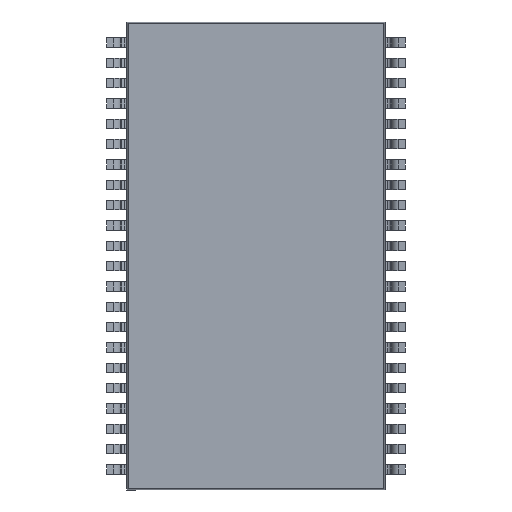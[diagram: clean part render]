
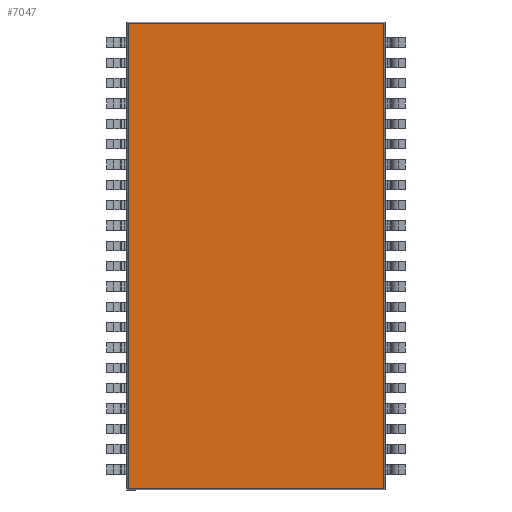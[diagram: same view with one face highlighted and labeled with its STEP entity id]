
A CAD part, front view. The second image highlights one B-rep face of the part: STEP entity #7047.
In plain terms, the highlighted planar face has unit normal (0, -1, 0).
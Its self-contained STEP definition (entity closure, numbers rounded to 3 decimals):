
#419 = VERTEX_POINT ( 'NONE', #1078 ) ;
#671 = ORIENTED_EDGE ( 'NONE', *, *, #16403, .T. ) ;
#1078 = CARTESIAN_POINT ( 'NONE',  ( -5.027, 0.15, 9.152 ) ) ;
#1132 = EDGE_CURVE ( 'NONE', #15889, #18234, #19022, .T. ) ;
#2402 = EDGE_CURVE ( 'NONE', #5373, #419, #12770, .T. ) ;
#2851 = ORIENTED_EDGE ( 'NONE', *, *, #8186, .T. ) ;
#3375 = CARTESIAN_POINT ( 'NONE',  ( -5.027, 0.15, -9.152 ) ) ;
#3390 = CARTESIAN_POINT ( 'NONE',  ( 0., 0.15, 0. ) ) ;
#3572 = VECTOR ( 'NONE', #3760, 1000. ) ;
#3689 = CARTESIAN_POINT ( 'NONE',  ( -5.027, 0.15, 9.205 ) ) ;
#3760 = DIRECTION ( 'NONE',  ( 0., 0., -1. ) ) ;
#4443 = AXIS2_PLACEMENT_3D ( 'NONE', #3390, #17169, #18393 ) ;
#4857 = ORIENTED_EDGE ( 'NONE', *, *, #1132, .T. ) ;
#5373 = VERTEX_POINT ( 'NONE', #17732 ) ;
#6403 = PLANE ( 'NONE',  #4443 ) ;
#6720 = CARTESIAN_POINT ( 'NONE',  ( -5.08, 0.15, -9.152 ) ) ;
#7047 = ADVANCED_FACE ( 'NONE', ( #18925 ), #6403, .T. ) ;
#8186 = EDGE_CURVE ( 'NONE', #419, #15889, #11964, .T. ) ;
#8253 = VECTOR ( 'NONE', #12066, 1000. ) ;
#9678 = VECTOR ( 'NONE', #18764, 1000. ) ;
#10485 = VECTOR ( 'NONE', #16800, 1000. ) ;
#11964 = LINE ( 'NONE', #3689, #3572 ) ;
#12066 = DIRECTION ( 'NONE',  ( -1., 0., 0. ) ) ;
#12770 = LINE ( 'NONE', #19804, #8253 ) ;
#13722 = CARTESIAN_POINT ( 'NONE',  ( 5.027, 0.15, -9.205 ) ) ;
#14095 = CARTESIAN_POINT ( 'NONE',  ( 5.027, 0.15, -9.152 ) ) ;
#15889 = VERTEX_POINT ( 'NONE', #3375 ) ;
#16403 = EDGE_CURVE ( 'NONE', #18234, #5373, #18631, .T. ) ;
#16800 = DIRECTION ( 'NONE',  ( 0., 0., 1. ) ) ;
#17169 = DIRECTION ( 'NONE',  ( 0., -1., 0. ) ) ;
#17732 = CARTESIAN_POINT ( 'NONE',  ( 5.027, 0.15, 9.152 ) ) ;
#18234 = VERTEX_POINT ( 'NONE', #14095 ) ;
#18286 = EDGE_LOOP ( 'NONE', ( #671, #19402, #2851, #4857 ) ) ;
#18393 = DIRECTION ( 'NONE',  ( 1., 0., 0. ) ) ;
#18631 = LINE ( 'NONE', #13722, #10485 ) ;
#18764 = DIRECTION ( 'NONE',  ( 1., 0., 0. ) ) ;
#18925 = FACE_OUTER_BOUND ( 'NONE', #18286, .T. ) ;
#19022 = LINE ( 'NONE', #6720, #9678 ) ;
#19402 = ORIENTED_EDGE ( 'NONE', *, *, #2402, .T. ) ;
#19804 = CARTESIAN_POINT ( 'NONE',  ( 5.08, 0.15, 9.152 ) ) ;
